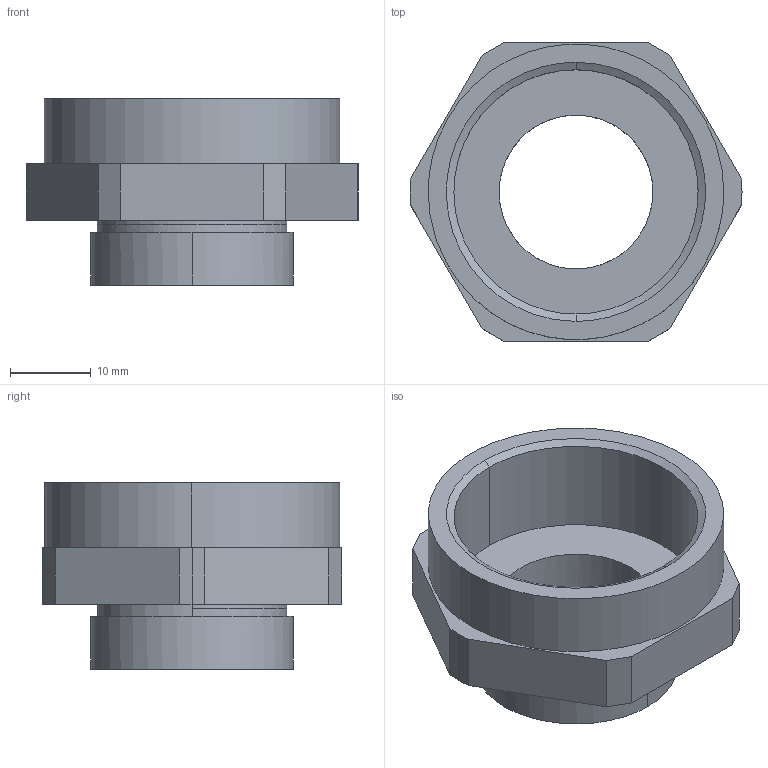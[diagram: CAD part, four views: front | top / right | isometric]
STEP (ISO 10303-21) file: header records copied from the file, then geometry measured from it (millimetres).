
FILE_DESCRIPTION(/* description */ (''),/* implementation_level */ '2;1');
FILE_NAME(/* name */ '2031454',/* time_stamp */ '2014-01-09T14:06:34+01:00',/* author */ (''),/* organization */ (''),/* preprocessor_version */ 'ST-DEVELOPER v15',/* originating_system */ '',/* authorisation */ '');
FILE_SCHEMA (('CONFIG_CONTROL_DESIGN'));
Length unit declared in the file: millimetre
Products named in the file (1): Document
Bounding box: 41 x 37 x 23 mm (x, y, z)
Volume: 8324.8 mm3; surface area: 6273.2 mm2
Topology: 1 solids, 2 shells, 38 faces, 89 edges, 59 vertices
Faces by surface type: bspline 25, plane 13
Entity records: 1532 total; most frequent: CARTESIAN_POINT 906, ORIENTED_EDGE 174, EDGE_CURVE 89, VERTEX_POINT 59, EDGE_LOOP 45, ADVANCED_FACE 38, FACE_OUTER_BOUND 38, B_SPLINE_CURVE_WITH_KNOTS 38
